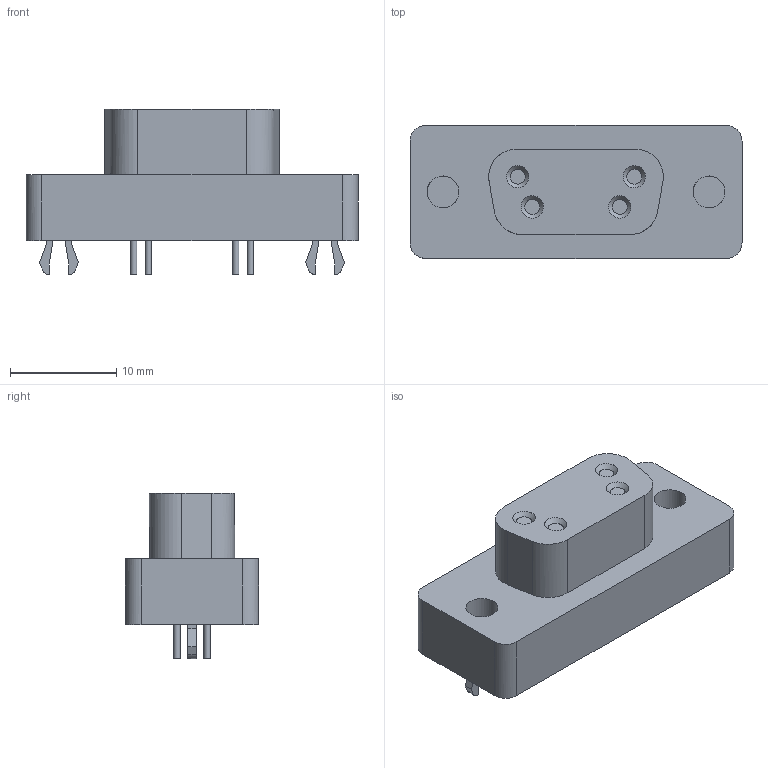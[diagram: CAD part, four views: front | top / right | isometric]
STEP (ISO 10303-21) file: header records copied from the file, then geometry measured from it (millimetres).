
FILE_DESCRIPTION((''),'2;1');
FILE_NAME( '0966_Dsub_S_female_straight_9_pins_board_lock.stp', '2005-08-12T17:34:25',('User'),('SDRC'),'I-DEAS Master Series 9','UNIX', 'Yes');
FILE_SCHEMA(('AUTOMOTIVE_DESIGN { 1 0 10303 214 1 1 1 1 }'));
Length unit declared in the file: millimetre
Products named in the file (1): 09 66 151 x51x
Bounding box: 31.2 x 12.5 x 15.53 mm (x, y, z)
Volume: 3093.3 mm3; surface area: 1722.8 mm2
Topology: 1 solids, 1 shells, 71 faces, 162 edges, 108 vertices
Faces by surface type: bspline 71
Entity records: 2144 total; most frequent: CARTESIAN_POINT 965, ORIENTED_EDGE 324, EDGE_CURVE 162, OVER_RIDING_STYLED_ITEM 117, VERTEX_POINT 108, EDGE_LOOP 86, FACE_OUTER_BOUND 71, ADVANCED_FACE 71
